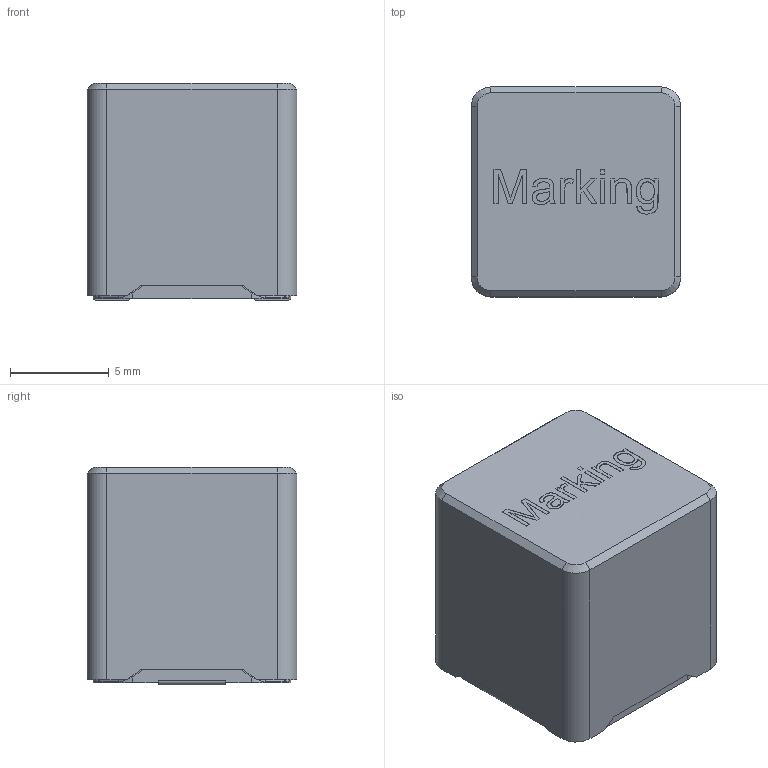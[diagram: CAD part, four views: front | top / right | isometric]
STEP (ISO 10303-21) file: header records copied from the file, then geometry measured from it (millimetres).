
FILE_DESCRIPTION(/* description */ ('Unknown'),/* implementation_level */ '2;1');
FILE_NAME(/* name */ 'L_Wurth_WE-CHSA-1011',/* time_stamp */ '2025-05-19T17:33:59+08:00',/* author */ ('Unknown'),/* organization */ ('Unknown'),/* preprocessor_version */ 'ST-DEVELOPER v19.4',/* originating_system */ 'Solid Edge',/* authorisation */ 'Unknown');
FILE_SCHEMA (('AUTOMOTIVE_DESIGN {1 0 10303 214 3 1 1}'));
Length unit declared in the file: millimetre
Products named in the file (2): L_Wurth_WE-CHSA-1011
Assembly tree (1 placements, depth 2):
  L_Wurth_WE-CHSA-1011
    L_Wurth_WE-CHSA-1011
Bounding box: 10.6 x 10.6 x 11 mm (x, y, z)
Volume: 1204.5 mm3; surface area: 696.4 mm2
Topology: 1 solids, 9 shells, 242 faces, 586 edges, 377 vertices
Faces by surface type: plane 155, cylinder 57, bspline 22, cone 4, torus 4
Full cylindrical faces by diameter (mm): 1.5 x2
Entity records: 9341 total; most frequent: CARTESIAN_POINT 2295, ORIENTED_EDGE 1158, DIRECTION 955, EDGE_CURVE 579, VERTEX_POINT 375, LINE 319, VECTOR 319, AXIS2_PLACEMENT_3D 318
